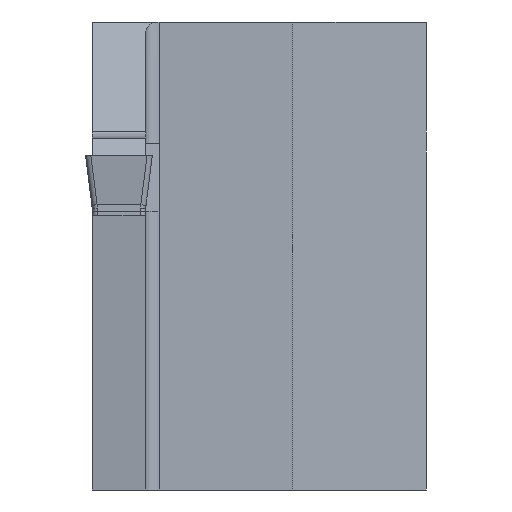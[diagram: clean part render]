
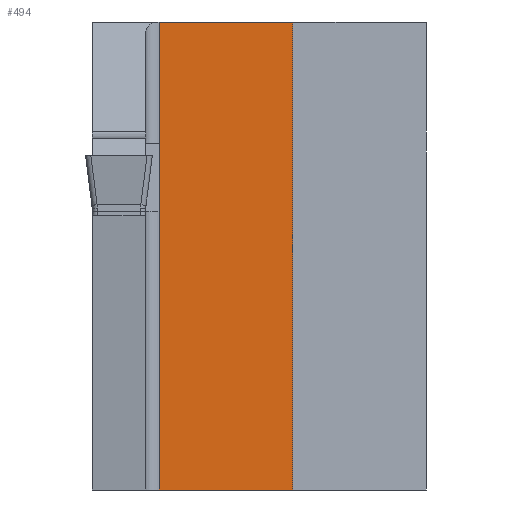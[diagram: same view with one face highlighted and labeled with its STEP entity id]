
A CAD part, left-side view. The second image highlights one B-rep face of the part: STEP entity #494.
In plain terms, the highlighted planar face has unit normal (-1, 0, 0).
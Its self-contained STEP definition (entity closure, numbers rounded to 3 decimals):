
#494=ADVANCED_FACE('',(#588),#548,.T.);
#548=PLANE('',#1512);
#588=FACE_OUTER_BOUND('',#645,.T.);
#645=EDGE_LOOP('',(#797,#798,#799,#800,#801,#802));
#797=ORIENTED_EDGE('',*,*,#1174,.T.);
#798=ORIENTED_EDGE('',*,*,#1168,.F.);
#799=ORIENTED_EDGE('',*,*,#1146,.F.);
#800=ORIENTED_EDGE('',*,*,#1175,.F.);
#801=ORIENTED_EDGE('',*,*,#1152,.F.);
#802=ORIENTED_EDGE('',*,*,#1161,.T.);
#1044=VERTEX_POINT('',#1954);
#1045=VERTEX_POINT('',#1955);
#1049=VERTEX_POINT('',#1965);
#1050=VERTEX_POINT('',#1967);
#1054=VERTEX_POINT('',#1982);
#1060=VERTEX_POINT('',#1998);
#1146=EDGE_CURVE('',#1044,#1045,#1296,.T.);
#1152=EDGE_CURVE('',#1049,#1050,#1299,.T.);
#1161=EDGE_CURVE('',#1049,#1054,#1306,.T.);
#1168=EDGE_CURVE('',#1045,#1060,#1312,.T.);
#1174=EDGE_CURVE('',#1054,#1060,#1318,.T.);
#1175=EDGE_CURVE('',#1050,#1044,#1319,.T.);
#1296=LINE('',#1953,#1400);
#1299=LINE('',#1966,#1403);
#1306=LINE('',#1983,#1410);
#1312=LINE('',#1997,#1416);
#1318=LINE('',#2009,#1422);
#1319=LINE('',#2010,#1423);
#1400=VECTOR('',#1625,1.);
#1403=VECTOR('',#1636,1.);
#1410=VECTOR('',#1653,1.);
#1416=VECTOR('',#1665,1.);
#1422=VECTOR('',#1681,1.);
#1423=VECTOR('',#1682,1.);
#1512=AXIS2_PLACEMENT_3D('',#2011,#1683,#1684);
#1625=DIRECTION('',(0.,0.,1.));
#1636=DIRECTION('',(0.,0.,1.));
#1653=DIRECTION('',(0.,-1.,0.));
#1665=DIRECTION('',(0.,-1.,0.));
#1681=DIRECTION('',(0.,0.,1.));
#1682=DIRECTION('',(0.,0.,1.));
#1683=DIRECTION('',(-1.,0.,0.));
#1684=DIRECTION('',(0.,0.,1.));
#1953=CARTESIAN_POINT('',(16.,20.,210.733));
#1954=CARTESIAN_POINT('',(16.,20.,0.95));
#1955=CARTESIAN_POINT('',(16.,20.,10.));
#1965=CARTESIAN_POINT('',(16.,20.,-25.));
#1966=CARTESIAN_POINT('',(16.,20.,210.733));
#1967=CARTESIAN_POINT('',(16.,20.,-4.15));
#1982=CARTESIAN_POINT('',(16.,10.,-25.));
#1983=CARTESIAN_POINT('',(16.,0.,-25.));
#1997=CARTESIAN_POINT('',(16.,-174.999,10.));
#1998=CARTESIAN_POINT('',(16.,10.,10.));
#2009=CARTESIAN_POINT('',(16.,10.,210.733));
#2010=CARTESIAN_POINT('',(16.,20.,210.733));
#2011=CARTESIAN_POINT('',(16.,20.,210.733));
